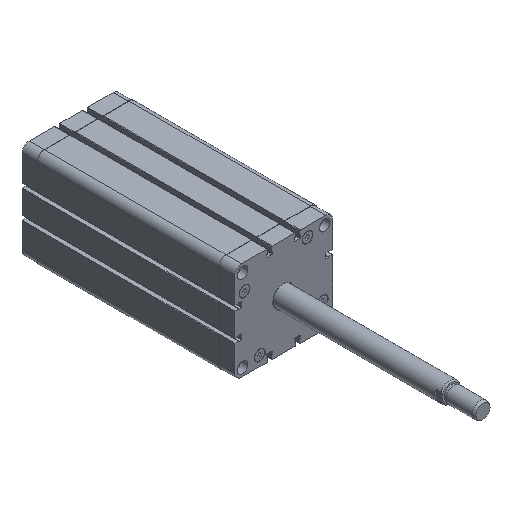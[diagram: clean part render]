
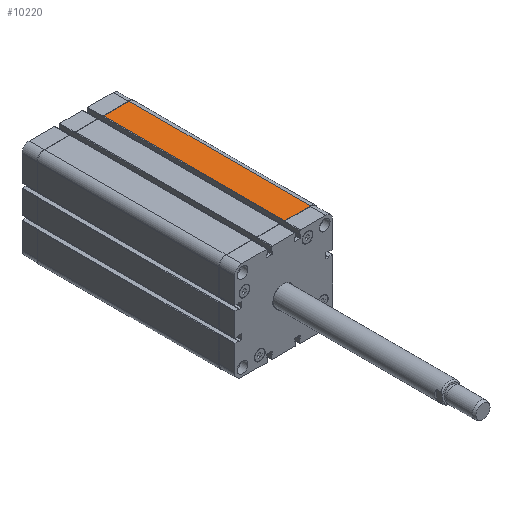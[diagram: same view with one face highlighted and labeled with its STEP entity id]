
A CAD part, isometric view. The second image highlights one B-rep face of the part: STEP entity #10220.
In plain terms, the highlighted planar face has unit normal (0, 0, 1).
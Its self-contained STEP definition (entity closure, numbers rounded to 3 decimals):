
#7071=CARTESIAN_POINT('',(20.75,114.0,62.));
#7072=VERTEX_POINT('',#7071);
#7080=CARTESIAN_POINT('',(53.,114.0,62.));
#7081=VERTEX_POINT('',#7080);
#7082=CARTESIAN_POINT('',(53.,114.0,62.));
#7083=DIRECTION('',(-1.0,0.0,0.0));
#7084=VECTOR('',#7083,32.25);
#7085=LINE('',#7082,#7084);
#7086=EDGE_CURVE('',#7081,#7072,#7085,.T.);
#9721=CARTESIAN_POINT('',(53.,-114.0,62.));
#9722=VERTEX_POINT('',#9721);
#9730=CARTESIAN_POINT('',(20.75,-114.0,62.));
#9731=VERTEX_POINT('',#9730);
#9732=CARTESIAN_POINT('',(20.75,-114.0,62.));
#9733=DIRECTION('',(1.0,0.0,0.0));
#9734=VECTOR('',#9733,32.25);
#9735=LINE('',#9732,#9734);
#9736=EDGE_CURVE('',#9731,#9722,#9735,.T.);
#10193=CARTESIAN_POINT('',(53.,-114.0,62.));
#10194=DIRECTION('',(0.0,1.0,0.0));
#10195=VECTOR('',#10194,228.0);
#10196=LINE('',#10193,#10195);
#10197=EDGE_CURVE('',#9722,#7081,#10196,.T.);
#10204=CARTESIAN_POINT('',(53.,0.0,62.));
#10205=DIRECTION('',(0.0,0.0,1.0));
#10206=DIRECTION('',(1.0,0.0,0.0));
#10207=AXIS2_PLACEMENT_3D('',#10204,#10205,#10206);
#10208=PLANE('',#10207);
#10209=ORIENTED_EDGE('',*,*,#7086,.T.);
#10210=CARTESIAN_POINT('',(20.75,-114.0,62.));
#10211=DIRECTION('',(0.0,1.0,0.0));
#10212=VECTOR('',#10211,228.0);
#10213=LINE('',#10210,#10212);
#10214=EDGE_CURVE('',#9731,#7072,#10213,.T.);
#10215=ORIENTED_EDGE('',*,*,#10214,.F.);
#10216=ORIENTED_EDGE('',*,*,#9736,.T.);
#10217=ORIENTED_EDGE('',*,*,#10197,.T.);
#10218=EDGE_LOOP('',(#10209,#10215,#10216,#10217));
#10219=FACE_OUTER_BOUND('',#10218,.T.);
#10220=ADVANCED_FACE('',(#10219),#10208,.T.);
